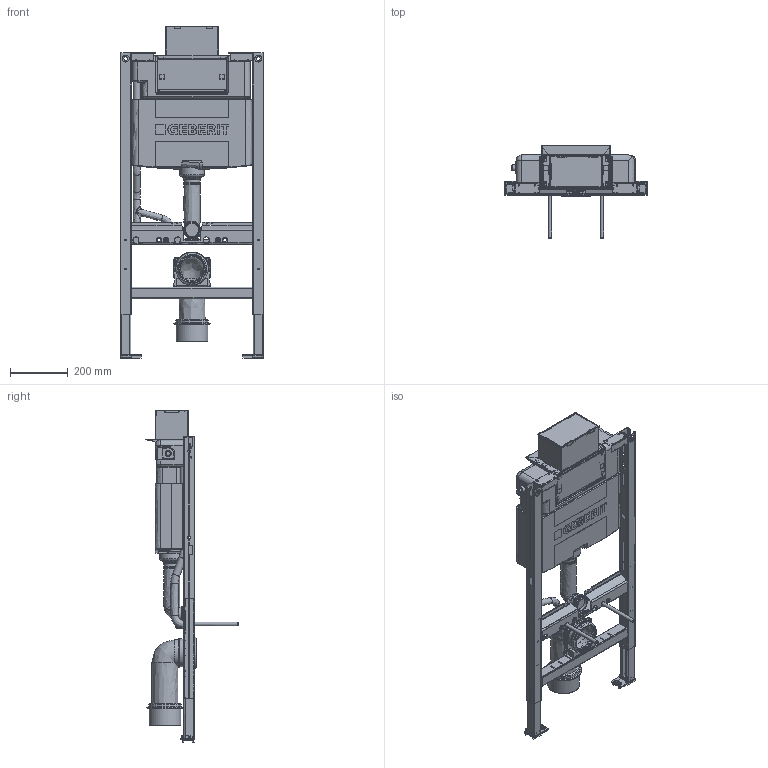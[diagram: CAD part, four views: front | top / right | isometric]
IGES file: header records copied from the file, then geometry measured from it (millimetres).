
Global section: file name: 111030; native system: Autodesk Inventor 2023; preprocessor: unknown; author: none; organization: none; date: 20251216.100351; units: millimetre
Bounding box: 500 x 320 x 1153.09 mm (x, y, z)
Volume: 17990182.7 mm3; surface area: 2865838.7 mm2
Topology: 26 solids, 28 shells, 3776 faces, 9971 edges, 6147 vertices
Faces by surface type: bspline 3776
